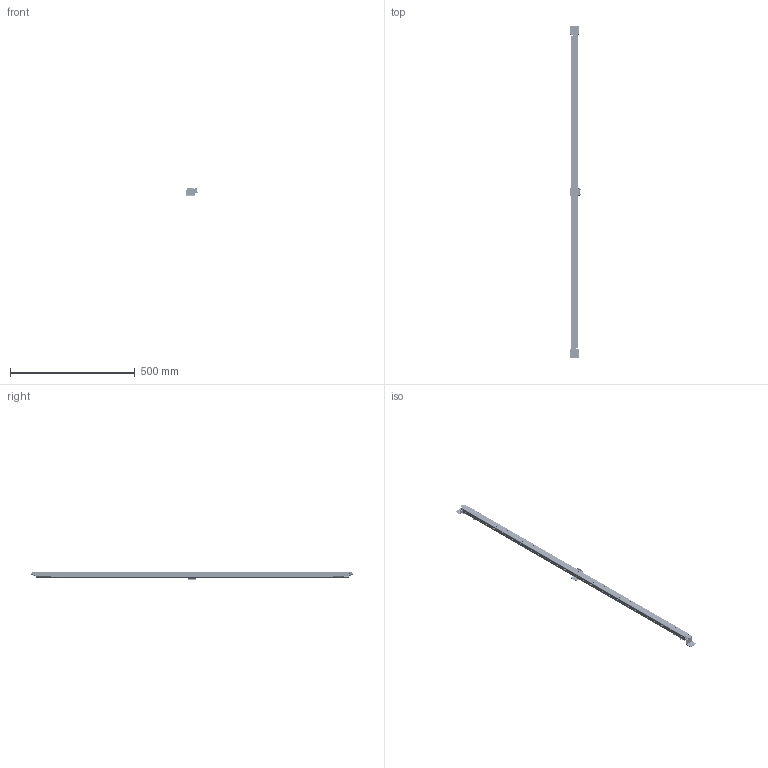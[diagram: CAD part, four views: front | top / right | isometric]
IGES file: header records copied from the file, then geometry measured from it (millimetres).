
Start section:  PTC IGES file: 141894.igs
Global section: file name: 141894.igs; native system: Creo Parametric by Parametric Technology Corporation; preprocessor: 2013230; author: pdmadmin; organization: Unknown; date: 20151202.110801; units: millimetre
Bounding box: 45.22 x 1328.58 x 34.54 mm (x, y, z)
Volume: 277511.6 mm3; surface area: 1797856.1 mm2
Topology: 67 solids, 90 shells, 8564 faces, 43668 edges, 54733 vertices
Faces by surface type: bspline 4874, revolution 3690
